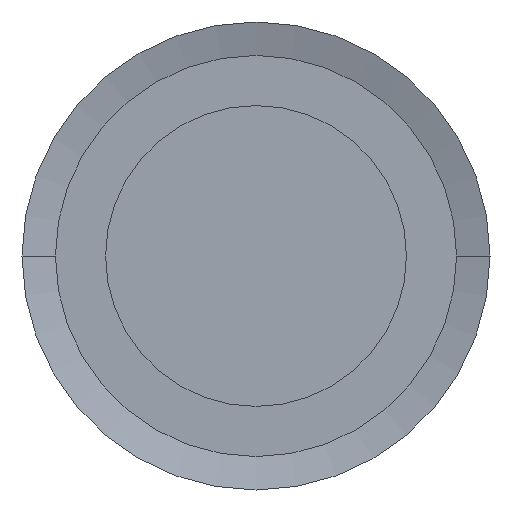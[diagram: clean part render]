
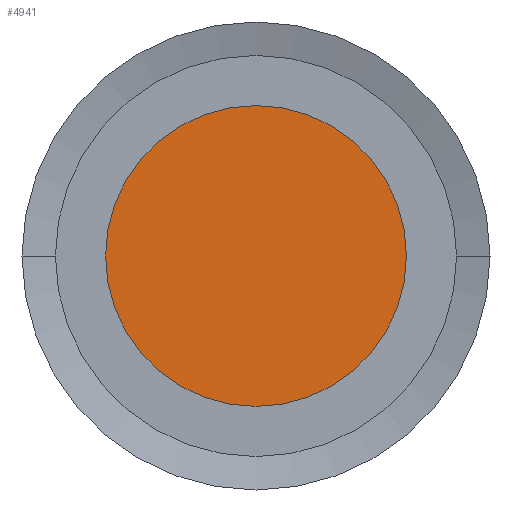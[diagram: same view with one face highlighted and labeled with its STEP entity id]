
A CAD part, left-side view. The second image highlights one B-rep face of the part: STEP entity #4941.
In plain terms, the highlighted planar face has unit normal (-1, 0, 0).
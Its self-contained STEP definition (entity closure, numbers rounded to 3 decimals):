
#4916=CARTESIAN_POINT('',(0.,0.,0.));
#4917=DIRECTION('',(1.,0.,0.));
#4918=DIRECTION('',(0.,0.,-1.));
#4919=AXIS2_PLACEMENT_3D('',#4916,#4917,#4918);
#4920=PLANE('',#4919);
#4921=CARTESIAN_POINT('',(0.,0.,9.));
#4922=VERTEX_POINT('',#4921);
#4923=CARTESIAN_POINT('',(0.,-0.,-9.));
#4924=VERTEX_POINT('',#4923);
#4925=CARTESIAN_POINT('',(0.,0.,0.));
#4926=DIRECTION('',(1.,0.,0.));
#4927=DIRECTION('',(0.,0.,-1.));
#4928=AXIS2_PLACEMENT_3D('',#4925,#4926,#4927);
#4929=CIRCLE('',#4928,9.);
#4930=EDGE_CURVE('',#4922,#4924,#4929,.T.);
#4931=ORIENTED_EDGE('',*,*,#4930,.F.);
#4932=CARTESIAN_POINT('',(0.,0.,0.));
#4933=DIRECTION('',(1.,0.,0.));
#4934=DIRECTION('',(0.,0.,-1.));
#4935=AXIS2_PLACEMENT_3D('',#4932,#4933,#4934);
#4936=CIRCLE('',#4935,9.);
#4937=EDGE_CURVE('',#4924,#4922,#4936,.T.);
#4938=ORIENTED_EDGE('',*,*,#4937,.F.);
#4939=EDGE_LOOP('',(#4931,#4938));
#4940=FACE_BOUND('',#4939,.T.);
#4941=ADVANCED_FACE('',(#4940),#4920,.F.);
